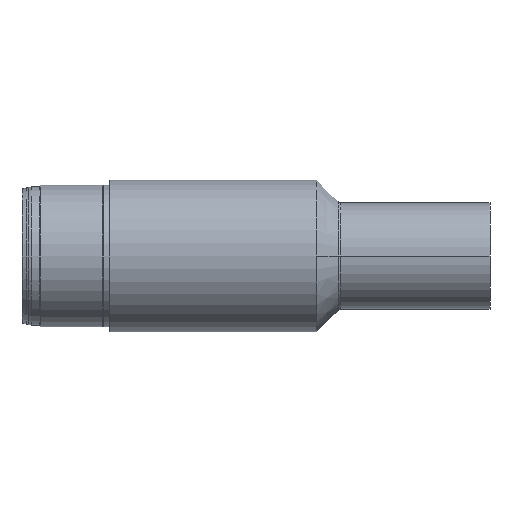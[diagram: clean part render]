
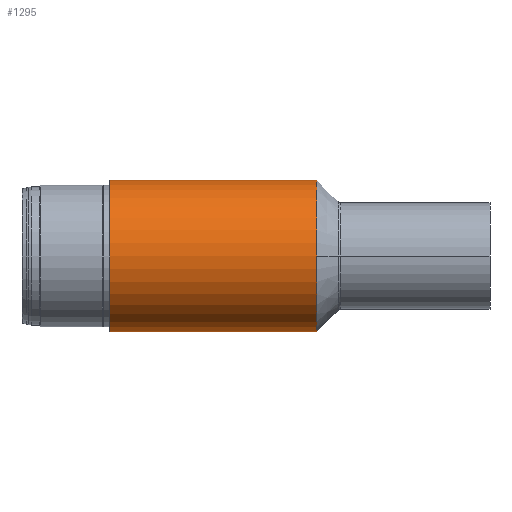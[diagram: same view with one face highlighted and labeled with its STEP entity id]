
A CAD part, front view. The second image highlights one B-rep face of the part: STEP entity #1295.
In plain terms, the highlighted cylindrical face has radius 63.818 mm (diameter 127.635 mm), a partial arc.
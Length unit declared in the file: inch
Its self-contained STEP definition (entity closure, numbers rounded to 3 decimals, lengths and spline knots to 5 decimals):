
#11 = VECTOR ( 'NONE', #216, 39.37008 ) ;
#45 = ORIENTED_EDGE ( 'NONE', *, *, #328, .F. ) ;
#52 = CIRCLE ( 'NONE', #663, 2.5125 ) ;
#58 = AXIS2_PLACEMENT_3D ( 'NONE', #947, #413, #431 ) ;
#77 = CYLINDRICAL_SURFACE ( 'NONE', #58, 2.5125 ) ;
#142 = VERTEX_POINT ( 'NONE', #1238 ) ;
#216 = DIRECTION ( 'NONE',  ( -1., 0., 0. ) ) ;
#218 = DIRECTION ( 'NONE',  ( -1., 0., 0. ) ) ;
#256 = EDGE_CURVE ( 'NONE', #904, #499, #52, .T. ) ;
#297 = CARTESIAN_POINT ( 'NONE',  ( 0., 0., -2.5125 ) ) ;
#311 = ORIENTED_EDGE ( 'NONE', *, *, #586, .T. ) ;
#328 = EDGE_CURVE ( 'NONE', #142, #821, #1294, .T. ) ;
#413 = DIRECTION ( 'NONE',  ( -1., 0., 0. ) ) ;
#431 = DIRECTION ( 'NONE',  ( 0., 0., 1. ) ) ;
#466 = LINE ( 'NONE', #776, #11 ) ;
#483 = DIRECTION ( 'NONE',  ( 0., -1., 0. ) ) ;
#499 = VERTEX_POINT ( 'NONE', #1344 ) ;
#505 = VERTEX_POINT ( 'NONE', #1237 ) ;
#518 = VECTOR ( 'NONE', #610, 39.37008 ) ;
#586 = EDGE_CURVE ( 'NONE', #499, #505, #598, .T. ) ;
#598 = CIRCLE ( 'NONE', #1224, 2.5125 ) ;
#610 = DIRECTION ( 'NONE',  ( -1., 0., 0. ) ) ;
#635 = ORIENTED_EDGE ( 'NONE', *, *, #950, .T. ) ;
#653 = CARTESIAN_POINT ( 'NONE',  ( 9.759, 0., -2.5125 ) ) ;
#663 = AXIS2_PLACEMENT_3D ( 'NONE', #842, #1266, #1380 ) ;
#686 = AXIS2_PLACEMENT_3D ( 'NONE', #1242, #218, #747 ) ;
#729 = CARTESIAN_POINT ( 'NONE',  ( 2.9, 0., 2.5125 ) ) ;
#734 = EDGE_CURVE ( 'NONE', #904, #142, #951, .T. ) ;
#747 = DIRECTION ( 'NONE',  ( 0., 0., -1. ) ) ;
#776 = CARTESIAN_POINT ( 'NONE',  ( 0., 0., 2.5125 ) ) ;
#790 = DIRECTION ( 'NONE',  ( -1., 0., 0. ) ) ;
#821 = VERTEX_POINT ( 'NONE', #729 ) ;
#837 = ORIENTED_EDGE ( 'NONE', *, *, #734, .F. ) ;
#842 = CARTESIAN_POINT ( 'NONE',  ( 9.759, 0., 0. ) ) ;
#902 = CARTESIAN_POINT ( 'NONE',  ( 9.759, 0., 0. ) ) ;
#904 = VERTEX_POINT ( 'NONE', #653 ) ;
#947 = CARTESIAN_POINT ( 'NONE',  ( 0., 0., 0. ) ) ;
#950 = EDGE_CURVE ( 'NONE', #505, #821, #466, .T. ) ;
#951 = LINE ( 'NONE', #297, #518 ) ;
#1025 = ORIENTED_EDGE ( 'NONE', *, *, #256, .T. ) ;
#1224 = AXIS2_PLACEMENT_3D ( 'NONE', #902, #790, #483 ) ;
#1237 = CARTESIAN_POINT ( 'NONE',  ( 9.759, 0., 2.5125 ) ) ;
#1238 = CARTESIAN_POINT ( 'NONE',  ( 2.9, 0., -2.5125 ) ) ;
#1242 = CARTESIAN_POINT ( 'NONE',  ( 2.9, 0., 0. ) ) ;
#1266 = DIRECTION ( 'NONE',  ( -1., 0., 0. ) ) ;
#1270 = FACE_OUTER_BOUND ( 'NONE', #1305, .T. ) ;
#1294 = CIRCLE ( 'NONE', #686, 2.5125 ) ;
#1295 = ADVANCED_FACE ( 'NONE', ( #1270 ), #77, .T. ) ;
#1305 = EDGE_LOOP ( 'NONE', ( #837, #1025, #311, #635, #45 ) ) ;
#1344 = CARTESIAN_POINT ( 'NONE',  ( 9.759, -2.5125, 0. ) ) ;
#1380 = DIRECTION ( 'NONE',  ( 0., -1., 0. ) ) ;
